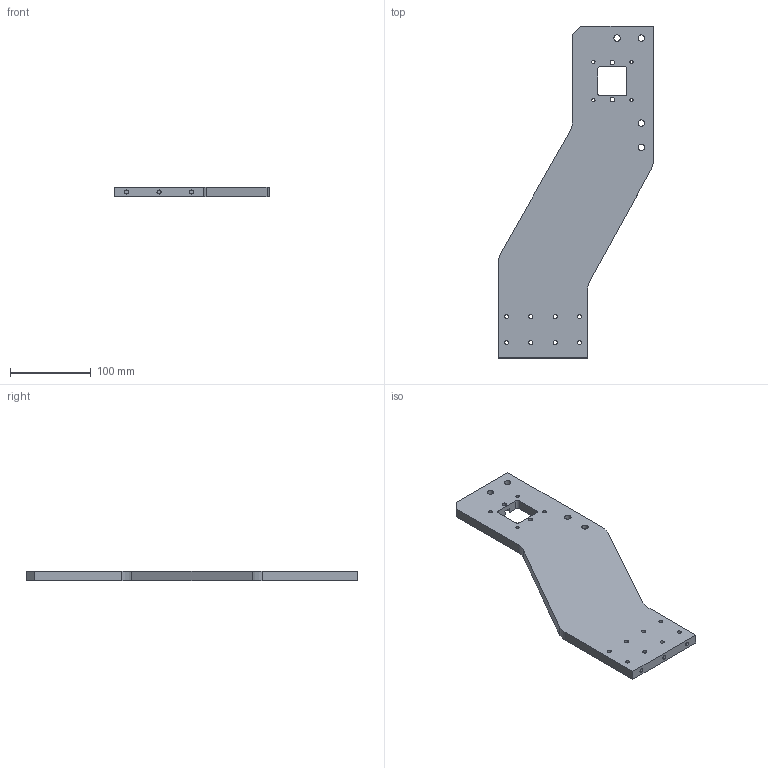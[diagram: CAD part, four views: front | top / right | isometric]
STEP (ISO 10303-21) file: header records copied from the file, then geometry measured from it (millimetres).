
FILE_DESCRIPTION (( 'STEP AP203' ), '1' );
FILE_NAME ('flanc portique gauche v1.STEP', '2012-12-21T12:32:54', ( 'Alex' ), ( '' ), 'SwSTEP 2.0', 'SolidWorks 2012', '' );
FILE_SCHEMA (( 'CONFIG_CONTROL_DESIGN' ));
Length unit declared in the file: millimetre
Products named in the file (1): flanc portique gauche v1
Bounding box: 191.46 x 410 x 12 mm (x, y, z)
Volume: 531690.4 mm3; surface area: 108587.2 mm2
Topology: 1 solids, 1 shells, 177 faces, 471 edges, 314 vertices
Faces by surface type: plane 83, cylinder 72, bspline 22
Entity records: 7134 total; most frequent: CARTESIAN_POINT 2569, ORIENTED_EDGE 942, DIRECTION 883, EDGE_CURVE 471, VERTEX_POINT 314, AXIS2_PLACEMENT_3D 300, LINE 283, VECTOR 283
